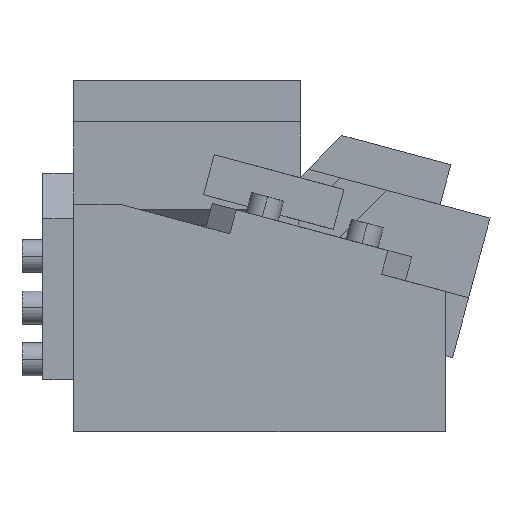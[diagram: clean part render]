
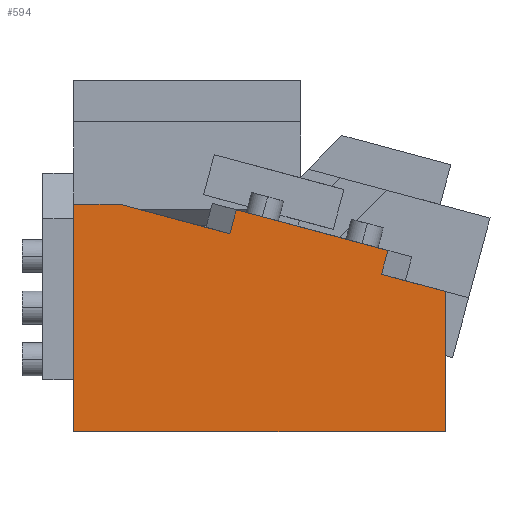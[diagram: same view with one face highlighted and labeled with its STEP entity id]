
A CAD part, front view. The second image highlights one B-rep face of the part: STEP entity #594.
In plain terms, the highlighted planar face has unit normal (0, -1, 0).
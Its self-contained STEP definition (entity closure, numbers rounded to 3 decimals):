
#515=CARTESIAN_POINT('Axis2P3D Location',(0.,0.,15.)) ;
#520=CARTESIAN_POINT('Line Origine',(11.305,0.,110.)) ;
#524=CARTESIAN_POINT('Vertex',(0.,0.,110.)) ;
#526=CARTESIAN_POINT('Vertex',(22.61,0.,110.)) ;
#529=CARTESIAN_POINT('Line Origine',(0.,0.,55.)) ;
#533=CARTESIAN_POINT('Vertex',(0.,0.,0.)) ;
#536=CARTESIAN_POINT('Line Origine',(90.,0.,0.)) ;
#540=CARTESIAN_POINT('Vertex',(180.,0.,0.)) ;
#543=CARTESIAN_POINT('Line Origine',(180.,0.,33.914)) ;
#547=CARTESIAN_POINT('Vertex',(180.,0.,67.827)) ;
#550=CARTESIAN_POINT('Line Origine',(164.545,0.,71.969)) ;
#554=CARTESIAN_POINT('Vertex',(149.09,0.,76.11)) ;
#557=CARTESIAN_POINT('Line Origine',(150.643,0.,81.905)) ;
#561=CARTESIAN_POINT('Vertex',(152.196,0.,87.701)) ;
#564=CARTESIAN_POINT('Line Origine',(115.491,0.,97.536)) ;
#568=CARTESIAN_POINT('Vertex',(78.786,0.,107.371)) ;
#571=CARTESIAN_POINT('Line Origine',(77.233,0.,101.575)) ;
#575=CARTESIAN_POINT('Vertex',(75.68,0.,95.78)) ;
#578=CARTESIAN_POINT('Line Origine',(49.145,0.,102.89)) ;
#516=DIRECTION('Axis2P3D Direction',(0.,-1.,0.)) ;
#517=DIRECTION('Axis2P3D XDirection',(1.,0.,0.)) ;
#521=DIRECTION('Vector Direction',(1.,0.,0.)) ;
#530=DIRECTION('Vector Direction',(0.,0.,-1.)) ;
#537=DIRECTION('Vector Direction',(1.,0.,0.)) ;
#544=DIRECTION('Vector Direction',(0.,0.,1.)) ;
#551=DIRECTION('Vector Direction',(-0.966,0.,0.259)) ;
#558=DIRECTION('Vector Direction',(-0.259,0.,-0.966)) ;
#565=DIRECTION('Vector Direction',(0.966,0.,-0.259)) ;
#572=DIRECTION('Vector Direction',(0.259,0.,0.966)) ;
#579=DIRECTION('Vector Direction',(-0.966,0.,0.259)) ;
#518=AXIS2_PLACEMENT_3D('Plane Axis2P3D',#515,#516,#517) ;
#584=ORIENTED_EDGE('',*,*,#528,.F.) ;
#585=ORIENTED_EDGE('',*,*,#535,.T.) ;
#586=ORIENTED_EDGE('',*,*,#542,.T.) ;
#587=ORIENTED_EDGE('',*,*,#549,.T.) ;
#588=ORIENTED_EDGE('',*,*,#556,.T.) ;
#589=ORIENTED_EDGE('',*,*,#563,.F.) ;
#590=ORIENTED_EDGE('',*,*,#570,.F.) ;
#591=ORIENTED_EDGE('',*,*,#577,.F.) ;
#592=ORIENTED_EDGE('',*,*,#582,.T.) ;
#522=VECTOR('Line Direction',#521,1.) ;
#531=VECTOR('Line Direction',#530,1.) ;
#538=VECTOR('Line Direction',#537,1.) ;
#545=VECTOR('Line Direction',#544,1.) ;
#552=VECTOR('Line Direction',#551,1.) ;
#559=VECTOR('Line Direction',#558,1.) ;
#566=VECTOR('Line Direction',#565,1.) ;
#573=VECTOR('Line Direction',#572,1.) ;
#580=VECTOR('Line Direction',#579,1.) ;
#594=ADVANCED_FACE('CAM HOLDER',(#593),#519,.T.) ;
#528=EDGE_CURVE('',#525,#527,#523,.T.) ;
#535=EDGE_CURVE('',#525,#534,#532,.T.) ;
#542=EDGE_CURVE('',#534,#541,#539,.T.) ;
#549=EDGE_CURVE('',#541,#548,#546,.T.) ;
#556=EDGE_CURVE('',#548,#555,#553,.T.) ;
#563=EDGE_CURVE('',#562,#555,#560,.T.) ;
#570=EDGE_CURVE('',#569,#562,#567,.T.) ;
#577=EDGE_CURVE('',#576,#569,#574,.T.) ;
#582=EDGE_CURVE('',#576,#527,#581,.T.) ;
#583=EDGE_LOOP('',(#584,#585,#586,#587,#588,#589,#590,#591,#592)) ;
#593=FACE_OUTER_BOUND('',#583,.T.) ;
#523=LINE('Line',#520,#522) ;
#532=LINE('Line',#529,#531) ;
#539=LINE('Line',#536,#538) ;
#546=LINE('Line',#543,#545) ;
#553=LINE('Line',#550,#552) ;
#560=LINE('Line',#557,#559) ;
#567=LINE('Line',#564,#566) ;
#574=LINE('Line',#571,#573) ;
#581=LINE('Line',#578,#580) ;
#519=PLANE('Plane',#518) ;
#525=VERTEX_POINT('',#524) ;
#527=VERTEX_POINT('',#526) ;
#534=VERTEX_POINT('',#533) ;
#541=VERTEX_POINT('',#540) ;
#548=VERTEX_POINT('',#547) ;
#555=VERTEX_POINT('',#554) ;
#562=VERTEX_POINT('',#561) ;
#569=VERTEX_POINT('',#568) ;
#576=VERTEX_POINT('',#575) ;
